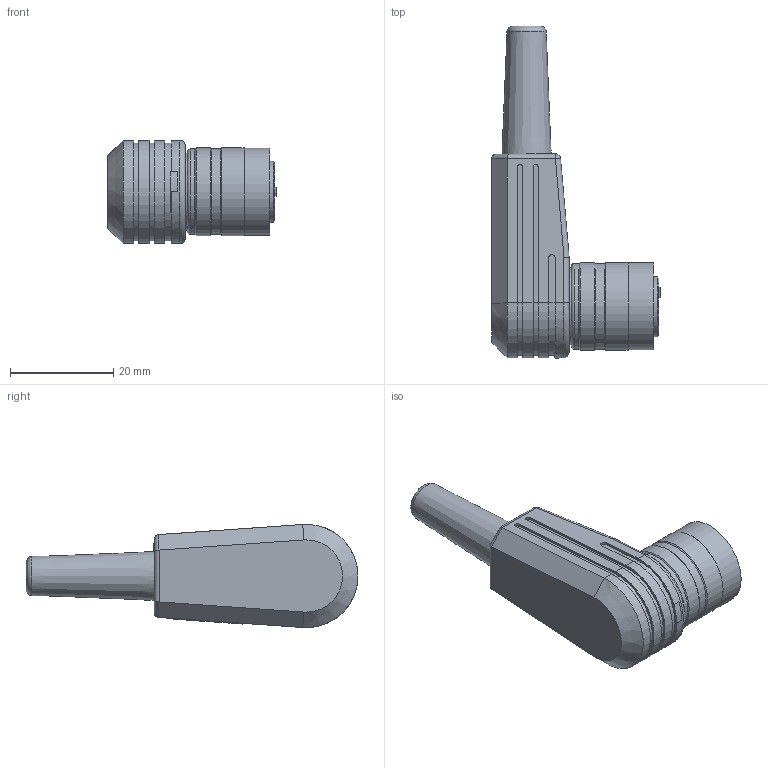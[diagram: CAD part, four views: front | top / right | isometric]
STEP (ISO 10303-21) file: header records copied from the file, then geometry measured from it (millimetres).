
FILE_DESCRIPTION(/* description */ (''),/* implementation_level */ '2;1');
FILE_NAME(/* name */ 't 3401 055 unxc001-01.stp',/* time_stamp */ '2019-07-08T16:51:08+02:00',/* author */ (''),/* organization */ (''),/* preprocessor_version */ 'ST-DEVELOPER v16.7',/* originating_system */ 'SIEMENS PLM Software NX 12.0',/* authorisation */ '');
FILE_SCHEMA (('AUTOMOTIVE_DESIGN { 1 0 10303 214 3 1 1 1 }'));
Length unit declared in the file: millimetre
Products named in the file (1): t 3401 055 unxc001-01
Bounding box: 32.65 x 64.3 x 19.95 mm (x, y, z)
Volume: 14023.9 mm3; surface area: 5529.3 mm2
Topology: 1 solids, 1 shells, 278 faces, 719 edges, 467 vertices
Faces by surface type: plane 180, cylinder 62, cone 19, bspline 9, extrusion 8
Full cylindrical faces by diameter (mm): 3 x1, 5 x1, 14.2 x1, 14.9 x1, 15 x1, 16.6 x2, 16.9 x1, 17 x2
Entity records: 9520 total; most frequent: CARTESIAN_POINT 2467, ORIENTED_EDGE 1368, DIRECTION 1291, EDGE_CURVE 684, VERTEX_POINT 457, VECTOR 457, LINE 449, AXIS2_PLACEMENT_3D 417
